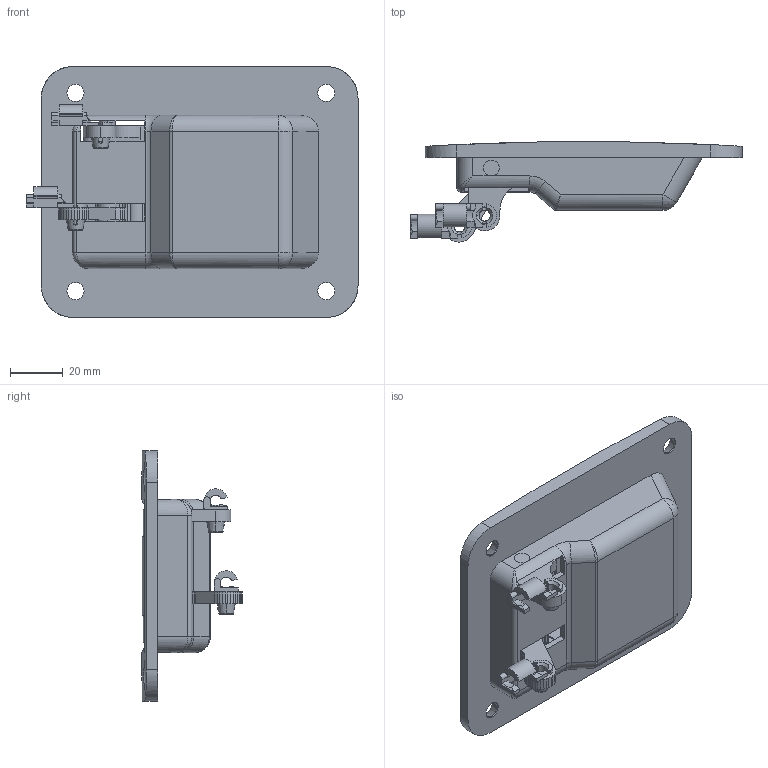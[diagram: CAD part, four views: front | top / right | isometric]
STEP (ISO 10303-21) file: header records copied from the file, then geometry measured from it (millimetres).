
FILE_DESCRIPTION (( 'STEP AP203' ), '1' );
FILE_NAME ('A-866-1L.STEP', '2009-06-08T00:13:00', ( ' ' ), ( ' ' ), 'SwSTEP 2.0', 'SolidWorks 2007', '' );
FILE_SCHEMA (( 'CONFIG_CONTROL_DESIGN' ));
Length unit declared in the file: millimetre
Products named in the file (6): A-866-1L儘僢僋儗僶乕__棉太倌; A-886-1L働乕僗__棉太倌; A-866-1L僴儞僪儖__棉太倌; A-866-1L; A-868-1L僔儍僼僩L__棉太倌; AC-25-Q-4_蹬怮椔
Assembly tree (6 placements, depth 2):
  A-866-1L
    A-866-1L僴儞僪儖__棉太倌
    A-866-1L儘僢僋儗僶乕__棉太倌
    A-868-1L僔儍僼僩L__棉太倌
    A-886-1L働乕僗__棉太倌
    AC-25-Q-4_蹬怮椔  x2
Bounding box: 125.72 x 37.89 x 95 mm (x, y, z)
Volume: 78340.6 mm3; surface area: 48038.8 mm2
Topology: 6 solids, 6 shells, 287 faces, 797 edges, 512 vertices
Faces by surface type: plane 144, cylinder 111, cone 18, torus 8, bspline 4, sphere 2
Entity records: 8862 total; most frequent: CARTESIAN_POINT 2125, ORIENTED_EDGE 1294, DIRECTION 1268, EDGE_CURVE 647, AXIS2_PLACEMENT_3D 431, VERTEX_POINT 418, VECTOR 406, LINE 406
